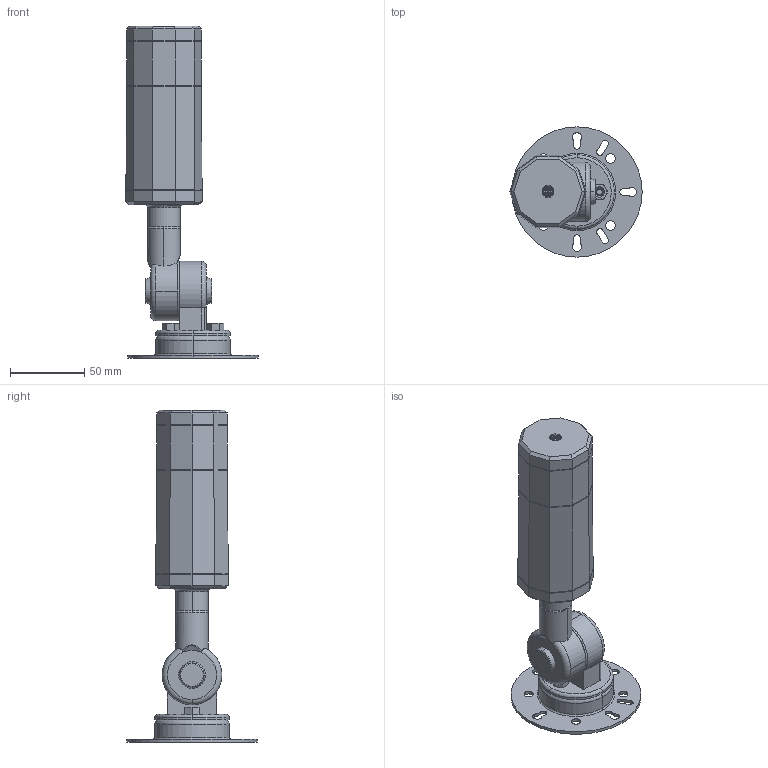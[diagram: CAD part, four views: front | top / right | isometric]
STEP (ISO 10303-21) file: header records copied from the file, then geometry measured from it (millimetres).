
FILE_DESCRIPTION (( 'STEP AP203' ), '1' );
FILE_NAME ('NLA50DC-1B3D SERIES.STEP', '2026-03-09T03:06:24', ( '' ), ( '' ), 'SwSTEP 2.0', 'SolidWorks 2021', '' );
FILE_SCHEMA (( 'CONFIG_CONTROL_DESIGN' ));
Length unit declared in the file: millimetre
Products named in the file (1): NLA50DC-1B3D SERIES
Bounding box: 88.86 x 87.5 x 223 mm (x, y, z)
Volume: 310654.1 mm3; surface area: 71438.8 mm2
Topology: 21 solids, 21 shells, 473 faces, 1162 edges, 744 vertices
Faces by surface type: plane 224, cylinder 112, bspline 77, cone 30, torus 24, sphere 6
Entity records: 15095 total; most frequent: CARTESIAN_POINT 4014, ORIENTED_EDGE 2324, DIRECTION 2216, EDGE_CURVE 1162, AXIS2_PLACEMENT_3D 787, VERTEX_POINT 744, VECTOR 642, LINE 642
